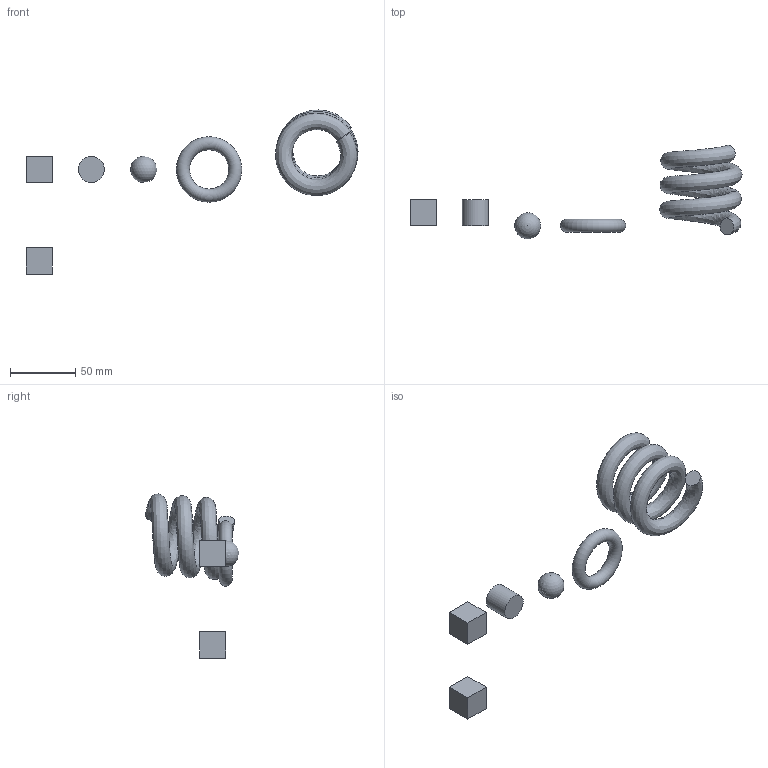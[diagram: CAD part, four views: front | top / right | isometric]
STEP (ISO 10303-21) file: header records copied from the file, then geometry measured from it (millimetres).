
FILE_DESCRIPTION(/* description */ (''),/* implementation_level */ '2;1');
FILE_NAME(/* name */ '3_BasicSolids_Components_Copied.step',/* time_stamp */ '2022-08-14T18:58:54+01:00',/* author */ (''),/* organization */ (''),/* preprocessor_version */ 'ST-DEVELOPER v19',/* originating_system */ 'Autodesk Translation Framework v11.7.0.108',/* authorisation */ '');
FILE_SCHEMA (('AUTOMOTIVE_DESIGN { 1 0 10303 214 3 1 1 }'));
Length unit declared in the file: millimetre
Products named in the file (6): 3_BasicSolids_Components_Copied; Cylinder; Sphere; Torus; Spring; Box
Assembly tree (6 placements, depth 2):
  3_BasicSolids_Components_Copied
    Box  x2
    Cylinder
    Sphere
    Torus
    Spring
Bounding box: 253.89 x 71.42 x 125.48 mm (x, y, z)
Volume: 94171.5 mm3; surface area: 30706.1 mm2
Topology: 6 solids, 6 shells, 20 faces, 35 edges, 23 vertices
Faces by surface type: plane 16, cylinder 1, sphere 1, torus 1, bspline 1
Full cylindrical faces by diameter (mm): 20 x1
Entity records: 1240 total; most frequent: CARTESIAN_POINT 798, DIRECTION 77, ORIENTED_EDGE 42, AXIS2_PLACEMENT_3D 32, EDGE_CURVE 21, VERTEX_POINT 15, FACE_OUTER_BOUND 14, EDGE_LOOP 14
